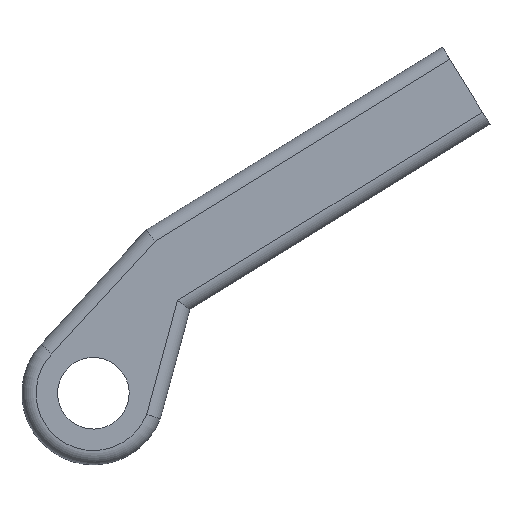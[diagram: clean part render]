
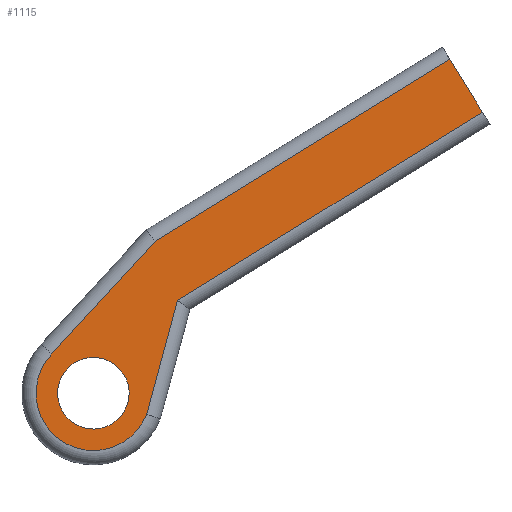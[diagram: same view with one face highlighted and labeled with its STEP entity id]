
A CAD part, front view. The second image highlights one B-rep face of the part: STEP entity #1115.
In plain terms, the highlighted planar face has unit normal (0, -1, 0).
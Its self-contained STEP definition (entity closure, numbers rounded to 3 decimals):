
#73 = TOROIDAL_SURFACE('',#74,12.,3.);
#74 = AXIS2_PLACEMENT_3D('',#75,#76,#77);
#75 = CARTESIAN_POINT('',(-420.178,77.2,330.882
    ));
#76 = DIRECTION('',(0.,-1.,0.));
#77 = DIRECTION('',(0.934,0.,-0.357));
#187 = CYLINDRICAL_SURFACE('',#188,3.);
#188 = AXIS2_PLACEMENT_3D('',#189,#190,#191);
#189 = CARTESIAN_POINT('',(-409.061,77.2,
    326.314));
#190 = DIRECTION('',(0.261,0.,0.965));
#191 = DIRECTION('',(0.,-1.,0.));
#309 = VERTEX_POINT('',#310);
#310 = CARTESIAN_POINT('',(-409.019,74.2,
    326.468));
#384 = VERTEX_POINT('',#385);
#385 = CARTESIAN_POINT('',(-428.903,74.2,
    339.121));
#400 = CYLINDRICAL_SURFACE('',#401,3.);
#401 = AXIS2_PLACEMENT_3D('',#402,#403,#404);
#402 = CARTESIAN_POINT('',(-428.874,77.2,
    339.152));
#403 = DIRECTION('',(0.676,0.,0.737));
#404 = DIRECTION('',(-0.737,0.,0.676)
  );
#411 = EDGE_CURVE('',#309,#384,#412,.T.);
#412 = SURFACE_CURVE('',#413,(#418,#425),.PCURVE_S1.);
#413 = CIRCLE('',#414,12.);
#414 = AXIS2_PLACEMENT_3D('',#415,#416,#417);
#415 = CARTESIAN_POINT('',(-420.178,74.2,330.882)
  );
#416 = DIRECTION('',(0.,1.,0.));
#417 = DIRECTION('',(0.934,0.,-0.357));
#418 = PCURVE('',#73,#419);
#419 = DEFINITIONAL_REPRESENTATION('',(#420),#424);
#420 = LINE('',#421,#422);
#421 = CARTESIAN_POINT('',(-0.,1.571));
#422 = VECTOR('',#423,1.);
#423 = DIRECTION('',(-1.,0.));
#424 = ( GEOMETRIC_REPRESENTATION_CONTEXT(2) 
PARAMETRIC_REPRESENTATION_CONTEXT() REPRESENTATION_CONTEXT('2D SPACE',''
  ) );
#425 = PCURVE('',#426,#431);
#426 = PLANE('',#427);
#427 = AXIS2_PLACEMENT_3D('',#428,#429,#430);
#428 = CARTESIAN_POINT('',(-388.634,74.2,
    361.764));
#429 = DIRECTION('',(0.,1.,0.));
#430 = DIRECTION('',(-0.53,0.,0.848)
  );
#431 = DEFINITIONAL_REPRESENTATION('',(#432),#436);
#432 = CIRCLE('',#433,12.);
#433 = AXIS2_PLACEMENT_2D('',#434,#435);
#434 = CARTESIAN_POINT('',(-9.473,-43.115));
#435 = DIRECTION('',(-0.798,0.603));
#436 = ( GEOMETRIC_REPRESENTATION_CONTEXT(2) 
PARAMETRIC_REPRESENTATION_CONTEXT() REPRESENTATION_CONTEXT('2D SPACE',''
  ) );
#769 = PLANE('',#770);
#770 = AXIS2_PLACEMENT_3D('',#771,#772,#773);
#771 = CARTESIAN_POINT('',(-347.085,74.2,
    403.379));
#772 = DIRECTION('',(0.851,0.,0.525));
#773 = DIRECTION('',(-0.525,0.,0.851));
#795 = CYLINDRICAL_SURFACE('',#796,3.);
#796 = AXIS2_PLACEMENT_3D('',#797,#798,#799);
#797 = CARTESIAN_POINT('',(-401.547,77.2,
    350.971));
#798 = DIRECTION('',(0.851,0.,0.525));
#799 = DIRECTION('',(0.,-1.,0.));
#813 = VERTEX_POINT('',#814);
#814 = CARTESIAN_POINT('',(-402.557,74.2,
    350.348));
#848 = EDGE_CURVE('',#309,#813,#849,.T.);
#849 = SURFACE_CURVE('',#850,(#854,#861),.PCURVE_S1.);
#850 = LINE('',#851,#852);
#851 = CARTESIAN_POINT('',(-409.061,74.2,
    326.314));
#852 = VECTOR('',#853,1.);
#853 = DIRECTION('',(0.261,0.,0.965));
#854 = PCURVE('',#187,#855);
#855 = DEFINITIONAL_REPRESENTATION('',(#856),#860);
#856 = LINE('',#857,#858);
#857 = CARTESIAN_POINT('',(0.,0.));
#858 = VECTOR('',#859,1.);
#859 = DIRECTION('',(0.,1.));
#860 = ( GEOMETRIC_REPRESENTATION_CONTEXT(2) 
PARAMETRIC_REPRESENTATION_CONTEXT() REPRESENTATION_CONTEXT('2D SPACE',''
  ) );
#861 = PCURVE('',#426,#862);
#862 = DEFINITIONAL_REPRESENTATION('',(#863),#867);
#863 = LINE('',#864,#865);
#864 = CARTESIAN_POINT('',(-19.239,-36.108));
#865 = VECTOR('',#866,1.);
#866 = DIRECTION('',(0.68,0.733));
#867 = ( GEOMETRIC_REPRESENTATION_CONTEXT(2) 
PARAMETRIC_REPRESENTATION_CONTEXT() REPRESENTATION_CONTEXT('2D SPACE',''
  ) );
#1115 = ADVANCED_FACE('',(#1116,#1215),#426,.F.);
#1116 = FACE_BOUND('',#1117,.T.);
#1117 = EDGE_LOOP('',(#1118,#1143,#1171,#1192,#1193,#1194));
#1118 = ORIENTED_EDGE('',*,*,#1119,.F.);
#1119 = EDGE_CURVE('',#1120,#1122,#1124,.T.);
#1120 = VERTEX_POINT('',#1121);
#1121 = CARTESIAN_POINT('',(-345.51,74.2,
    400.826));
#1122 = VERTEX_POINT('',#1123);
#1123 = CARTESIAN_POINT('',(-338.683,74.2,
    389.763));
#1124 = SURFACE_CURVE('',#1125,(#1129,#1136),.PCURVE_S1.);
#1125 = LINE('',#1126,#1127);
#1126 = CARTESIAN_POINT('',(-347.085,74.2,
    403.379));
#1127 = VECTOR('',#1128,1.);
#1128 = DIRECTION('',(0.525,0.,-0.851)
  );
#1129 = PCURVE('',#426,#1130);
#1130 = DEFINITIONAL_REPRESENTATION('',(#1131),#1135);
#1131 = LINE('',#1132,#1133);
#1132 = CARTESIAN_POINT('',(13.274,57.289));
#1133 = VECTOR('',#1134,1.);
#1134 = DIRECTION('',(-1.,-0.006));
#1135 = ( GEOMETRIC_REPRESENTATION_CONTEXT(2) 
PARAMETRIC_REPRESENTATION_CONTEXT() REPRESENTATION_CONTEXT('2D SPACE',''
  ) );
#1136 = PCURVE('',#769,#1137);
#1137 = DEFINITIONAL_REPRESENTATION('',(#1138),#1142);
#1138 = LINE('',#1139,#1140);
#1139 = CARTESIAN_POINT('',(-0.,0.));
#1140 = VECTOR('',#1141,1.);
#1141 = DIRECTION('',(-1.,0.));
#1142 = ( GEOMETRIC_REPRESENTATION_CONTEXT(2) 
PARAMETRIC_REPRESENTATION_CONTEXT() REPRESENTATION_CONTEXT('2D SPACE',''
  ) );
#1143 = ORIENTED_EDGE('',*,*,#1144,.F.);
#1144 = EDGE_CURVE('',#1145,#1120,#1147,.T.);
#1145 = VERTEX_POINT('',#1146);
#1146 = CARTESIAN_POINT('',(-407.215,74.2,
    362.75));
#1147 = SURFACE_CURVE('',#1148,(#1152,#1159),.PCURVE_S1.);
#1148 = LINE('',#1149,#1150);
#1149 = CARTESIAN_POINT('',(-407.569,74.2,
    362.531));
#1150 = VECTOR('',#1151,1.);
#1151 = DIRECTION('',(0.851,0.,0.525)
  );
#1152 = PCURVE('',#426,#1153);
#1153 = DEFINITIONAL_REPRESENTATION('',(#1154),#1158);
#1154 = LINE('',#1155,#1156);
#1155 = CARTESIAN_POINT('',(10.684,-15.651));
#1156 = VECTOR('',#1157,1.);
#1157 = DIRECTION('',(-0.006,1.));
#1158 = ( GEOMETRIC_REPRESENTATION_CONTEXT(2) 
PARAMETRIC_REPRESENTATION_CONTEXT() REPRESENTATION_CONTEXT('2D SPACE',''
  ) );
#1159 = PCURVE('',#1160,#1165);
#1160 = CYLINDRICAL_SURFACE('',#1161,3.);
#1161 = AXIS2_PLACEMENT_3D('',#1162,#1163,#1164);
#1162 = CARTESIAN_POINT('',(-407.569,77.2,
    362.531));
#1163 = DIRECTION('',(0.851,0.,0.525)
  );
#1164 = DIRECTION('',(0.,-1.,0.));
#1165 = DEFINITIONAL_REPRESENTATION('',(#1166),#1170);
#1166 = LINE('',#1167,#1168);
#1167 = CARTESIAN_POINT('',(-0.,0.));
#1168 = VECTOR('',#1169,1.);
#1169 = DIRECTION('',(-0.,1.));
#1170 = ( GEOMETRIC_REPRESENTATION_CONTEXT(2) 
PARAMETRIC_REPRESENTATION_CONTEXT() REPRESENTATION_CONTEXT('2D SPACE',''
  ) );
#1171 = ORIENTED_EDGE('',*,*,#1172,.F.);
#1172 = EDGE_CURVE('',#384,#1145,#1173,.T.);
#1173 = SURFACE_CURVE('',#1174,(#1178,#1185),.PCURVE_S1.);
#1174 = LINE('',#1175,#1176);
#1175 = CARTESIAN_POINT('',(-428.874,74.2,
    339.152));
#1176 = VECTOR('',#1177,1.);
#1177 = DIRECTION('',(0.676,0.,0.737)
  );
#1178 = PCURVE('',#426,#1179);
#1179 = DEFINITIONAL_REPRESENTATION('',(#1180),#1184);
#1180 = LINE('',#1181,#1182);
#1181 = CARTESIAN_POINT('',(2.148,-46.108));
#1182 = VECTOR('',#1183,1.);
#1183 = DIRECTION('',(0.266,0.964));
#1184 = ( GEOMETRIC_REPRESENTATION_CONTEXT(2) 
PARAMETRIC_REPRESENTATION_CONTEXT() REPRESENTATION_CONTEXT('2D SPACE',''
  ) );
#1185 = PCURVE('',#400,#1186);
#1186 = DEFINITIONAL_REPRESENTATION('',(#1187),#1191);
#1187 = LINE('',#1188,#1189);
#1188 = CARTESIAN_POINT('',(1.571,0.));
#1189 = VECTOR('',#1190,1.);
#1190 = DIRECTION('',(0.,1.));
#1191 = ( GEOMETRIC_REPRESENTATION_CONTEXT(2) 
PARAMETRIC_REPRESENTATION_CONTEXT() REPRESENTATION_CONTEXT('2D SPACE',''
  ) );
#1192 = ORIENTED_EDGE('',*,*,#411,.F.);
#1193 = ORIENTED_EDGE('',*,*,#848,.T.);
#1194 = ORIENTED_EDGE('',*,*,#1195,.T.);
#1195 = EDGE_CURVE('',#813,#1122,#1196,.T.);
#1196 = SURFACE_CURVE('',#1197,(#1201,#1208),.PCURVE_S1.);
#1197 = LINE('',#1198,#1199);
#1198 = CARTESIAN_POINT('',(-401.547,74.2,
    350.971));
#1199 = VECTOR('',#1200,1.);
#1200 = DIRECTION('',(0.851,0.,0.525)
  );
#1201 = PCURVE('',#426,#1202);
#1202 = DEFINITIONAL_REPRESENTATION('',(#1203),#1207);
#1203 = LINE('',#1204,#1205);
#1204 = CARTESIAN_POINT('',(-2.31,-16.67));
#1205 = VECTOR('',#1206,1.);
#1206 = DIRECTION('',(-0.006,1.));
#1207 = ( GEOMETRIC_REPRESENTATION_CONTEXT(2) 
PARAMETRIC_REPRESENTATION_CONTEXT() REPRESENTATION_CONTEXT('2D SPACE',''
  ) );
#1208 = PCURVE('',#795,#1209);
#1209 = DEFINITIONAL_REPRESENTATION('',(#1210),#1214);
#1210 = LINE('',#1211,#1212);
#1211 = CARTESIAN_POINT('',(0.,0.));
#1212 = VECTOR('',#1213,1.);
#1213 = DIRECTION('',(0.,1.));
#1214 = ( GEOMETRIC_REPRESENTATION_CONTEXT(2) 
PARAMETRIC_REPRESENTATION_CONTEXT() REPRESENTATION_CONTEXT('2D SPACE',''
  ) );
#1215 = FACE_BOUND('',#1216,.T.);
#1216 = EDGE_LOOP('',(#1217));
#1217 = ORIENTED_EDGE('',*,*,#1218,.F.);
#1218 = EDGE_CURVE('',#1219,#1219,#1221,.T.);
#1219 = VERTEX_POINT('',#1220);
#1220 = CARTESIAN_POINT('',(-413.818,74.2,
    334.857));
#1221 = SURFACE_CURVE('',#1222,(#1227,#1238),.PCURVE_S1.);
#1222 = CIRCLE('',#1223,7.5);
#1223 = AXIS2_PLACEMENT_3D('',#1224,#1225,#1226);
#1224 = CARTESIAN_POINT('',(-420.178,74.2,330.882
    ));
#1225 = DIRECTION('',(0.,-1.,0.));
#1226 = DIRECTION('',(0.848,0.,0.53)
  );
#1227 = PCURVE('',#426,#1228);
#1228 = DEFINITIONAL_REPRESENTATION('',(#1229),#1237);
#1229 = ( BOUNDED_CURVE() B_SPLINE_CURVE(2,(#1230,#1231,#1232,#1233,
#1234,#1235,#1236),.UNSPECIFIED.,.T.,.F.) B_SPLINE_CURVE_WITH_KNOTS((1,2
    ,2,2,2,1),(-2.094,0.,2.094,4.189,
6.283,8.378),.UNSPECIFIED.) CURVE() 
GEOMETRIC_REPRESENTATION_ITEM() RATIONAL_B_SPLINE_CURVE((1.,0.5,1.,0.5,
1.,0.5,1.)) REPRESENTATION_ITEM('') );
#1230 = CARTESIAN_POINT('',(-9.473,-35.615));
#1231 = CARTESIAN_POINT('',(3.517,-35.615));
#1232 = CARTESIAN_POINT('',(-2.978,-46.865));
#1233 = CARTESIAN_POINT('',(-9.473,-58.115));
#1234 = CARTESIAN_POINT('',(-15.969,-46.865));
#1235 = CARTESIAN_POINT('',(-22.464,-35.615));
#1236 = CARTESIAN_POINT('',(-9.473,-35.615));
#1237 = ( GEOMETRIC_REPRESENTATION_CONTEXT(2) 
PARAMETRIC_REPRESENTATION_CONTEXT() REPRESENTATION_CONTEXT('2D SPACE',''
  ) );
#1238 = PCURVE('',#1239,#1244);
#1239 = CYLINDRICAL_SURFACE('',#1240,7.5);
#1240 = AXIS2_PLACEMENT_3D('',#1241,#1242,#1243);
#1241 = CARTESIAN_POINT('',(-420.178,74.2,330.882
    ));
#1242 = DIRECTION('',(0.,-1.,0.));
#1243 = DIRECTION('',(0.848,0.,0.53)
  );
#1244 = DEFINITIONAL_REPRESENTATION('',(#1245),#1249);
#1245 = LINE('',#1246,#1247);
#1246 = CARTESIAN_POINT('',(0.,0.));
#1247 = VECTOR('',#1248,1.);
#1248 = DIRECTION('',(1.,0.));
#1249 = ( GEOMETRIC_REPRESENTATION_CONTEXT(2) 
PARAMETRIC_REPRESENTATION_CONTEXT() REPRESENTATION_CONTEXT('2D SPACE',''
  ) );
